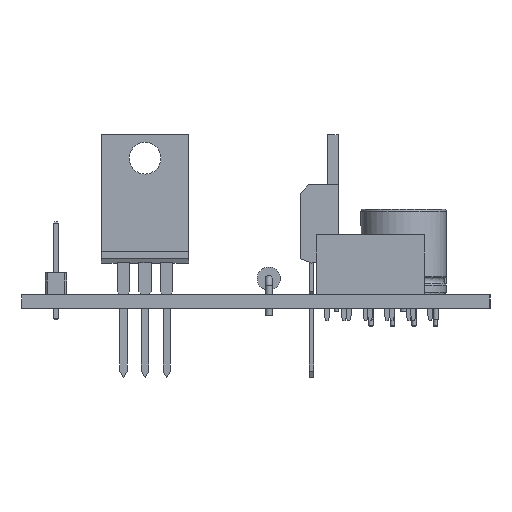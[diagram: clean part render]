
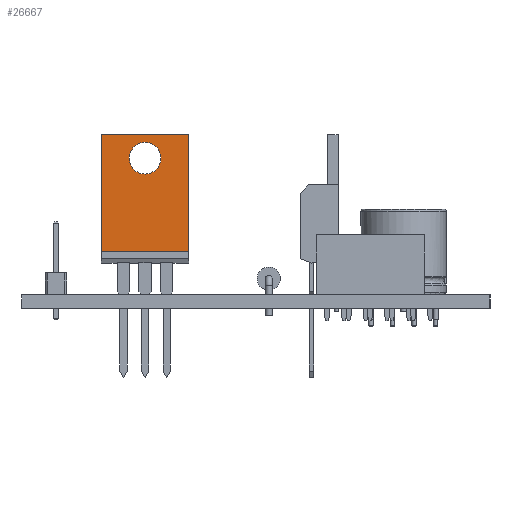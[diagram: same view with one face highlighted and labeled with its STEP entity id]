
A CAD part, left-side view. The second image highlights one B-rep face of the part: STEP entity #26667.
In plain terms, the highlighted face is planar.
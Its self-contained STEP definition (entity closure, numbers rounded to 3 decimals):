
#24147 = PLANE('',#24148);
#24148 = AXIS2_PLACEMENT_3D('',#24149,#24150,#24151);
#24149 = CARTESIAN_POINT('',(7.655,3.16,5.));
#24150 = DIRECTION('',(1.,0.,0.));
#24151 = DIRECTION('',(0.,-1.,0.));
#24203 = PLANE('',#24204);
#24204 = AXIS2_PLACEMENT_3D('',#24205,#24206,#24207);
#24205 = CARTESIAN_POINT('',(-2.575,1.89,5.));
#24206 = DIRECTION('',(-1.,0.,0.));
#24207 = DIRECTION('',(0.,1.,0.));
#24280 = PLANE('',#24281);
#24281 = AXIS2_PLACEMENT_3D('',#24282,#24283,#24284);
#24282 = CARTESIAN_POINT('',(-2.575,3.16,5.));
#24283 = DIRECTION('',(0.,0.,1.));
#24284 = DIRECTION('',(1.,0.,0.));
#25337 = VERTEX_POINT('',#25338);
#25338 = CARTESIAN_POINT('',(-2.575,3.16,18.775));
#25352 = PLANE('',#25353);
#25353 = AXIS2_PLACEMENT_3D('',#25354,#25355,#25356);
#25354 = CARTESIAN_POINT('',(-2.575,3.16,18.775));
#25355 = DIRECTION('',(0.,0.,1.));
#25356 = DIRECTION('',(1.,0.,0.));
#25364 = EDGE_CURVE('',#25365,#25337,#25367,.T.);
#25365 = VERTEX_POINT('',#25366);
#25366 = CARTESIAN_POINT('',(-2.575,3.16,5.));
#25367 = SURFACE_CURVE('',#25368,(#25372,#25379),.PCURVE_S1.);
#25368 = LINE('',#25369,#25370);
#25369 = CARTESIAN_POINT('',(-2.575,3.16,5.));
#25370 = VECTOR('',#25371,1.);
#25371 = DIRECTION('',(0.,0.,1.));
#25372 = PCURVE('',#24203,#25373);
#25373 = DEFINITIONAL_REPRESENTATION('',(#25374),#25378);
#25374 = LINE('',#25375,#25376);
#25375 = CARTESIAN_POINT('',(1.27,0.));
#25376 = VECTOR('',#25377,1.);
#25377 = DIRECTION('',(0.,-1.));
#25378 = ( GEOMETRIC_REPRESENTATION_CONTEXT(2) 
PARAMETRIC_REPRESENTATION_CONTEXT() REPRESENTATION_CONTEXT('2D SPACE',''
  ) );
#25379 = PCURVE('',#25380,#25385);
#25380 = PLANE('',#25381);
#25381 = AXIS2_PLACEMENT_3D('',#25382,#25383,#25384);
#25382 = CARTESIAN_POINT('',(-2.575,3.16,5.));
#25383 = DIRECTION('',(0.,1.,0.));
#25384 = DIRECTION('',(1.,0.,0.));
#25385 = DEFINITIONAL_REPRESENTATION('',(#25386),#25390);
#25386 = LINE('',#25387,#25388);
#25387 = CARTESIAN_POINT('',(0.,0.));
#25388 = VECTOR('',#25389,1.);
#25389 = DIRECTION('',(0.,-1.));
#25390 = ( GEOMETRIC_REPRESENTATION_CONTEXT(2) 
PARAMETRIC_REPRESENTATION_CONTEXT() REPRESENTATION_CONTEXT('2D SPACE',''
  ) );
#25482 = CYLINDRICAL_SURFACE('',#25483,1.868);
#25483 = AXIS2_PLACEMENT_3D('',#25484,#25485,#25486);
#25484 = CARTESIAN_POINT('',(2.54,1.89,16.005));
#25485 = DIRECTION('',(0.,-1.,0.));
#25486 = DIRECTION('',(1.,0.,0.));
#25498 = VERTEX_POINT('',#25499);
#25499 = CARTESIAN_POINT('',(7.655,3.16,5.));
#25520 = EDGE_CURVE('',#25498,#25521,#25523,.T.);
#25521 = VERTEX_POINT('',#25522);
#25522 = CARTESIAN_POINT('',(7.655,3.16,18.775));
#25523 = SURFACE_CURVE('',#25524,(#25528,#25535),.PCURVE_S1.);
#25524 = LINE('',#25525,#25526);
#25525 = CARTESIAN_POINT('',(7.655,3.16,5.));
#25526 = VECTOR('',#25527,1.);
#25527 = DIRECTION('',(0.,0.,1.));
#25528 = PCURVE('',#24147,#25529);
#25529 = DEFINITIONAL_REPRESENTATION('',(#25530),#25534);
#25530 = LINE('',#25531,#25532);
#25531 = CARTESIAN_POINT('',(0.,0.));
#25532 = VECTOR('',#25533,1.);
#25533 = DIRECTION('',(0.,-1.));
#25534 = ( GEOMETRIC_REPRESENTATION_CONTEXT(2) 
PARAMETRIC_REPRESENTATION_CONTEXT() REPRESENTATION_CONTEXT('2D SPACE',''
  ) );
#25535 = PCURVE('',#25380,#25536);
#25536 = DEFINITIONAL_REPRESENTATION('',(#25537),#25541);
#25537 = LINE('',#25538,#25539);
#25538 = CARTESIAN_POINT('',(10.23,0.));
#25539 = VECTOR('',#25540,1.);
#25540 = DIRECTION('',(0.,-1.));
#25541 = ( GEOMETRIC_REPRESENTATION_CONTEXT(2) 
PARAMETRIC_REPRESENTATION_CONTEXT() REPRESENTATION_CONTEXT('2D SPACE',''
  ) );
#25570 = EDGE_CURVE('',#25365,#25498,#25571,.T.);
#25571 = SURFACE_CURVE('',#25572,(#25576,#25583),.PCURVE_S1.);
#25572 = LINE('',#25573,#25574);
#25573 = CARTESIAN_POINT('',(-2.575,3.16,5.));
#25574 = VECTOR('',#25575,1.);
#25575 = DIRECTION('',(1.,0.,0.));
#25576 = PCURVE('',#24280,#25577);
#25577 = DEFINITIONAL_REPRESENTATION('',(#25578),#25582);
#25578 = LINE('',#25579,#25580);
#25579 = CARTESIAN_POINT('',(0.,0.));
#25580 = VECTOR('',#25581,1.);
#25581 = DIRECTION('',(1.,0.));
#25582 = ( GEOMETRIC_REPRESENTATION_CONTEXT(2) 
PARAMETRIC_REPRESENTATION_CONTEXT() REPRESENTATION_CONTEXT('2D SPACE',''
  ) );
#25583 = PCURVE('',#25380,#25584);
#25584 = DEFINITIONAL_REPRESENTATION('',(#25585),#25589);
#25585 = LINE('',#25586,#25587);
#25586 = CARTESIAN_POINT('',(0.,0.));
#25587 = VECTOR('',#25588,1.);
#25588 = DIRECTION('',(1.,0.));
#25589 = ( GEOMETRIC_REPRESENTATION_CONTEXT(2) 
PARAMETRIC_REPRESENTATION_CONTEXT() REPRESENTATION_CONTEXT('2D SPACE',''
  ) );
#26667 = ADVANCED_FACE('',(#26668,#26694),#25380,.T.);
#26668 = FACE_BOUND('',#26669,.T.);
#26669 = EDGE_LOOP('',(#26670,#26671,#26692,#26693));
#26670 = ORIENTED_EDGE('',*,*,#25364,.T.);
#26671 = ORIENTED_EDGE('',*,*,#26672,.T.);
#26672 = EDGE_CURVE('',#25337,#25521,#26673,.T.);
#26673 = SURFACE_CURVE('',#26674,(#26678,#26685),.PCURVE_S1.);
#26674 = LINE('',#26675,#26676);
#26675 = CARTESIAN_POINT('',(-2.575,3.16,18.775));
#26676 = VECTOR('',#26677,1.);
#26677 = DIRECTION('',(1.,0.,0.));
#26678 = PCURVE('',#25380,#26679);
#26679 = DEFINITIONAL_REPRESENTATION('',(#26680),#26684);
#26680 = LINE('',#26681,#26682);
#26681 = CARTESIAN_POINT('',(0.,-13.775));
#26682 = VECTOR('',#26683,1.);
#26683 = DIRECTION('',(1.,0.));
#26684 = ( GEOMETRIC_REPRESENTATION_CONTEXT(2) 
PARAMETRIC_REPRESENTATION_CONTEXT() REPRESENTATION_CONTEXT('2D SPACE',''
  ) );
#26685 = PCURVE('',#25352,#26686);
#26686 = DEFINITIONAL_REPRESENTATION('',(#26687),#26691);
#26687 = LINE('',#26688,#26689);
#26688 = CARTESIAN_POINT('',(0.,0.));
#26689 = VECTOR('',#26690,1.);
#26690 = DIRECTION('',(1.,0.));
#26691 = ( GEOMETRIC_REPRESENTATION_CONTEXT(2) 
PARAMETRIC_REPRESENTATION_CONTEXT() REPRESENTATION_CONTEXT('2D SPACE',''
  ) );
#26692 = ORIENTED_EDGE('',*,*,#25520,.F.);
#26693 = ORIENTED_EDGE('',*,*,#25570,.F.);
#26694 = FACE_BOUND('',#26695,.T.);
#26695 = EDGE_LOOP('',(#26696));
#26696 = ORIENTED_EDGE('',*,*,#26697,.T.);
#26697 = EDGE_CURVE('',#26698,#26698,#26700,.T.);
#26698 = VERTEX_POINT('',#26699);
#26699 = CARTESIAN_POINT('',(4.408,3.16,16.005));
#26700 = SURFACE_CURVE('',#26701,(#26706,#26717),.PCURVE_S1.);
#26701 = CIRCLE('',#26702,1.868);
#26702 = AXIS2_PLACEMENT_3D('',#26703,#26704,#26705);
#26703 = CARTESIAN_POINT('',(2.54,3.16,16.005));
#26704 = DIRECTION('',(0.,-1.,0.));
#26705 = DIRECTION('',(1.,0.,0.));
#26706 = PCURVE('',#25380,#26707);
#26707 = DEFINITIONAL_REPRESENTATION('',(#26708),#26716);
#26708 = ( BOUNDED_CURVE() B_SPLINE_CURVE(2,(#26709,#26710,#26711,#26712
    ,#26713,#26714,#26715),.UNSPECIFIED.,.T.,.F.) 
B_SPLINE_CURVE_WITH_KNOTS((1,2,2,2,2,1),(-2.094,0.,
    2.094,4.189,6.283,8.378),
.UNSPECIFIED.) CURVE() GEOMETRIC_REPRESENTATION_ITEM() 
RATIONAL_B_SPLINE_CURVE((1.,0.5,1.,0.5,1.,0.5,1.)) REPRESENTATION_ITEM(
  '') );
#26709 = CARTESIAN_POINT('',(6.983,-11.005));
#26710 = CARTESIAN_POINT('',(6.983,-14.24));
#26711 = CARTESIAN_POINT('',(4.181,-12.622));
#26712 = CARTESIAN_POINT('',(1.38,-11.005));
#26713 = CARTESIAN_POINT('',(4.181,-9.388));
#26714 = CARTESIAN_POINT('',(6.983,-7.77));
#26715 = CARTESIAN_POINT('',(6.983,-11.005));
#26716 = ( GEOMETRIC_REPRESENTATION_CONTEXT(2) 
PARAMETRIC_REPRESENTATION_CONTEXT() REPRESENTATION_CONTEXT('2D SPACE',''
  ) );
#26717 = PCURVE('',#25482,#26718);
#26718 = DEFINITIONAL_REPRESENTATION('',(#26719),#26723);
#26719 = LINE('',#26720,#26721);
#26720 = CARTESIAN_POINT('',(0.,-1.27));
#26721 = VECTOR('',#26722,1.);
#26722 = DIRECTION('',(1.,0.));
#26723 = ( GEOMETRIC_REPRESENTATION_CONTEXT(2) 
PARAMETRIC_REPRESENTATION_CONTEXT() REPRESENTATION_CONTEXT('2D SPACE',''
  ) );
